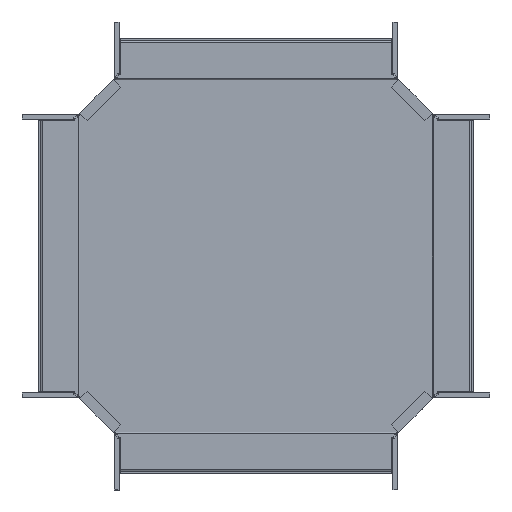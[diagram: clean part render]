
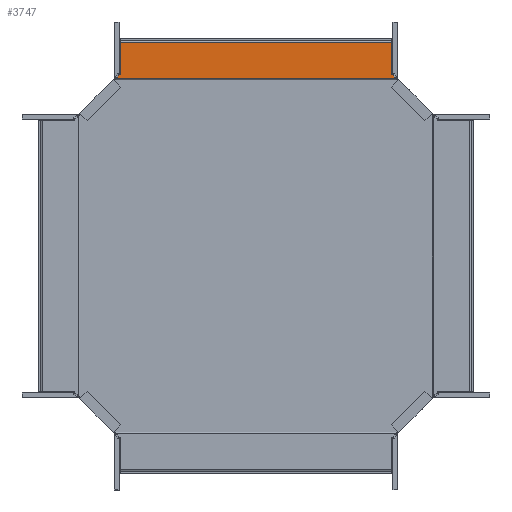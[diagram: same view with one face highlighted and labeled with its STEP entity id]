
A CAD part, front view. The second image highlights one B-rep face of the part: STEP entity #3747.
In plain terms, the highlighted planar face has unit normal (0, -1, 0).
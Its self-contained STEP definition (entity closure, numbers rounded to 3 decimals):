
#55 = EDGE_CURVE ( 'NONE', #2225, #1726, #3214, .T. ) ;
#96 = LINE ( 'NONE', #1581, #5152 ) ;
#239 = VECTOR ( 'NONE', #5318, 1000. ) ;
#249 = ORIENTED_EDGE ( 'NONE', *, *, #2379, .T. ) ;
#362 = DIRECTION ( 'NONE',  ( 0., 0., -1. ) ) ;
#440 = B_SPLINE_CURVE_WITH_KNOTS ( 'NONE', 3,
 ( #3514, #4889, #5456, #4424 ),
 .UNSPECIFIED., .F., .F.,
 ( 4, 4 ),
 ( 0.007, 0.008 ),
 .UNSPECIFIED. ) ;
#567 = LINE ( 'NONE', #4356, #3689 ) ;
#691 = EDGE_CURVE ( 'NONE', #2753, #5985, #96, .T. ) ;
#874 = CARTESIAN_POINT ( 'NONE',  ( 189.75, -2.25, 298.912 ) ) ;
#1054 = CARTESIAN_POINT ( 'NONE',  ( 195.035, -2.25, 248.212 ) ) ;
#1108 = EDGE_LOOP ( 'NONE', ( #1500, #5193, #3381, #2553, #5344, #2677, #5173, #249 ) ) ;
#1171 = DIRECTION ( 'NONE',  ( 0., 0., -1. ) ) ;
#1256 = DIRECTION ( 'NONE',  ( 0., -1., 0. ) ) ;
#1500 = ORIENTED_EDGE ( 'NONE', *, *, #3717, .T. ) ;
#1581 = CARTESIAN_POINT ( 'NONE',  ( 189.75, -2.25, 253.497 ) ) ;
#1726 = VERTEX_POINT ( 'NONE', #874 ) ;
#1801 = B_SPLINE_CURVE_WITH_KNOTS ( 'NONE', 3,
 ( #5084, #2634, #2720, #4066 ),
 .UNSPECIFIED., .F., .F.,
 ( 4, 4 ),
 ( 0.007, 0.008 ),
 .UNSPECIFIED. ) ;
#1976 = AXIS2_PLACEMENT_3D ( 'NONE', #3934, #1256, #362 ) ;
#2069 = PLANE ( 'NONE',  #1976 ) ;
#2225 = VERTEX_POINT ( 'NONE', #4873 ) ;
#2244 = CARTESIAN_POINT ( 'NONE',  ( 195.546, -2.25, 247.384 ) ) ;
#2285 = EDGE_CURVE ( 'NONE', #5985, #2826, #1801, .T. ) ;
#2379 = EDGE_CURVE ( 'NONE', #2225, #4215, #3188, .T. ) ;
#2553 = ORIENTED_EDGE ( 'NONE', *, *, #2285, .F. ) ;
#2581 = DIRECTION ( 'NONE',  ( 0.707, 0., -0.707 ) ) ;
#2634 = CARTESIAN_POINT ( 'NONE',  ( 195.212, -2.25, 247.94 ) ) ;
#2677 = ORIENTED_EDGE ( 'NONE', *, *, #4675, .F. ) ;
#2720 = CARTESIAN_POINT ( 'NONE',  ( 195.389, -2.25, 247.667 ) ) ;
#2753 = VERTEX_POINT ( 'NONE', #5169 ) ;
#2826 = VERTEX_POINT ( 'NONE', #2244 ) ;
#2976 = LINE ( 'NONE', #5878, #239 ) ;
#3144 = CARTESIAN_POINT ( 'NONE',  ( -189.75, -2.25, 253.497 ) ) ;
#3188 = LINE ( 'NONE', #6054, #4669 ) ;
#3214 = LINE ( 'NONE', #5112, #3963 ) ;
#3381 = ORIENTED_EDGE ( 'NONE', *, *, #5895, .F. ) ;
#3514 = CARTESIAN_POINT ( 'NONE',  ( -195.035, -2.25, 248.212 ) ) ;
#3567 = VECTOR ( 'NONE', #4126, 1000. ) ;
#3689 = VECTOR ( 'NONE', #4017, 1000. ) ;
#3717 = EDGE_CURVE ( 'NONE', #4215, #4938, #4314, .T. ) ;
#3747 = ADVANCED_FACE ( 'NONE', ( #5413 ), #2069, .T. ) ;
#3934 = CARTESIAN_POINT ( 'NONE',  ( 0., -2.25, -0.076 ) ) ;
#3963 = VECTOR ( 'NONE', #4650, 1000. ) ;
#4017 = DIRECTION ( 'NONE',  ( 0., 0., -1. ) ) ;
#4066 = CARTESIAN_POINT ( 'NONE',  ( 195.546, -2.25, 247.384 ) ) ;
#4126 = DIRECTION ( 'NONE',  ( -0.707, 0., -0.707 ) ) ;
#4215 = VERTEX_POINT ( 'NONE', #3144 ) ;
#4314 = LINE ( 'NONE', #5778, #3567 ) ;
#4339 = VERTEX_POINT ( 'NONE', #6131 ) ;
#4356 = CARTESIAN_POINT ( 'NONE',  ( 189.75, -2.25, 253.497 ) ) ;
#4424 = CARTESIAN_POINT ( 'NONE',  ( -195.546, -2.25, 247.384 ) ) ;
#4650 = DIRECTION ( 'NONE',  ( 1., 0., 0. ) ) ;
#4669 = VECTOR ( 'NONE', #1171, 1000. ) ;
#4675 = EDGE_CURVE ( 'NONE', #1726, #2753, #567, .T. ) ;
#4725 = CARTESIAN_POINT ( 'NONE',  ( -195.035, -2.25, 248.212 ) ) ;
#4873 = CARTESIAN_POINT ( 'NONE',  ( -189.75, -2.25, 298.912 ) ) ;
#4889 = CARTESIAN_POINT ( 'NONE',  ( -195.212, -2.25, 247.94 ) ) ;
#4938 = VERTEX_POINT ( 'NONE', #4725 ) ;
#5084 = CARTESIAN_POINT ( 'NONE',  ( 195.035, -2.25, 248.212 ) ) ;
#5112 = CARTESIAN_POINT ( 'NONE',  ( -7.302, -2.25, 298.912 ) ) ;
#5152 = VECTOR ( 'NONE', #2581, 1000. ) ;
#5169 = CARTESIAN_POINT ( 'NONE',  ( 189.75, -2.25, 253.497 ) ) ;
#5173 = ORIENTED_EDGE ( 'NONE', *, *, #55, .F. ) ;
#5193 = ORIENTED_EDGE ( 'NONE', *, *, #5641, .T. ) ;
#5318 = DIRECTION ( 'NONE',  ( -1., 0., 0. ) ) ;
#5344 = ORIENTED_EDGE ( 'NONE', *, *, #691, .F. ) ;
#5413 = FACE_OUTER_BOUND ( 'NONE', #1108, .T. ) ;
#5456 = CARTESIAN_POINT ( 'NONE',  ( -195.389, -2.25, 247.667 ) ) ;
#5641 = EDGE_CURVE ( 'NONE', #4938, #4339, #440, .T. ) ;
#5778 = CARTESIAN_POINT ( 'NONE',  ( -189.75, -2.25, 253.497 ) ) ;
#5878 = CARTESIAN_POINT ( 'NONE',  ( 0., -2.25, 247.384 ) ) ;
#5895 = EDGE_CURVE ( 'NONE', #2826, #4339, #2976, .T. ) ;
#5985 = VERTEX_POINT ( 'NONE', #1054 ) ;
#6054 = CARTESIAN_POINT ( 'NONE',  ( -189.75, -2.25, 253.497 ) ) ;
#6131 = CARTESIAN_POINT ( 'NONE',  ( -195.546, -2.25, 247.384 ) ) ;
